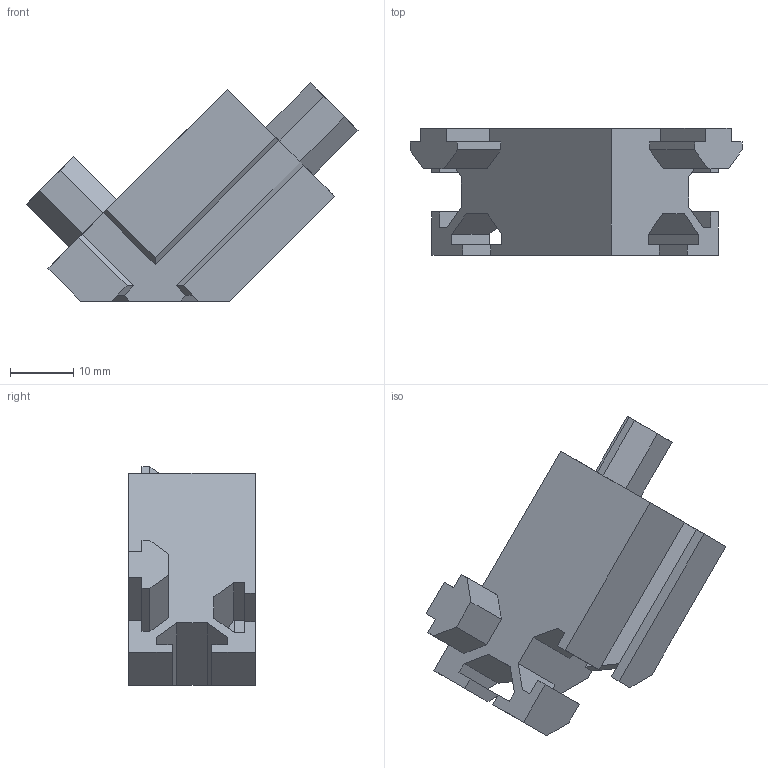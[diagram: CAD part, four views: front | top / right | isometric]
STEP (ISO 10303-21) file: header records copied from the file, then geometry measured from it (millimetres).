
FILE_DESCRIPTION(('HOOPS Exchange Step'),'2;1');
FILE_NAME('temp_export','2025-01-15T14:30:57+02:00',('mobile'),('Shapr3D Limited'),'HOOPS Exchange 2024.6','Shapr3D','Authorized');
FILE_SCHEMA( ('AP242_MANAGED_MODEL_BASED_3D_ENGINEERING_MIM_LF {1 0 10303 442 1 1 4 }') );
Length unit declared in the file: millimetre
Products named in the file (1): Corner 40 Right
Bounding box: 52.4 x 20 x 34.46 mm (x, y, z)
Volume: 12911.7 mm3; surface area: 5629.2 mm2
Topology: 1 solids, 1 shells, 73 faces, 213 edges, 142 vertices
Faces by surface type: plane 73
Entity records: 2403 total; most frequent: CARTESIAN_POINT 430, ORIENTED_EDGE 426, DIRECTION 363, VECTOR 213, LINE 213, EDGE_CURVE 213, VERTEX_POINT 142, AXIS2_PLACEMENT_3D 75
